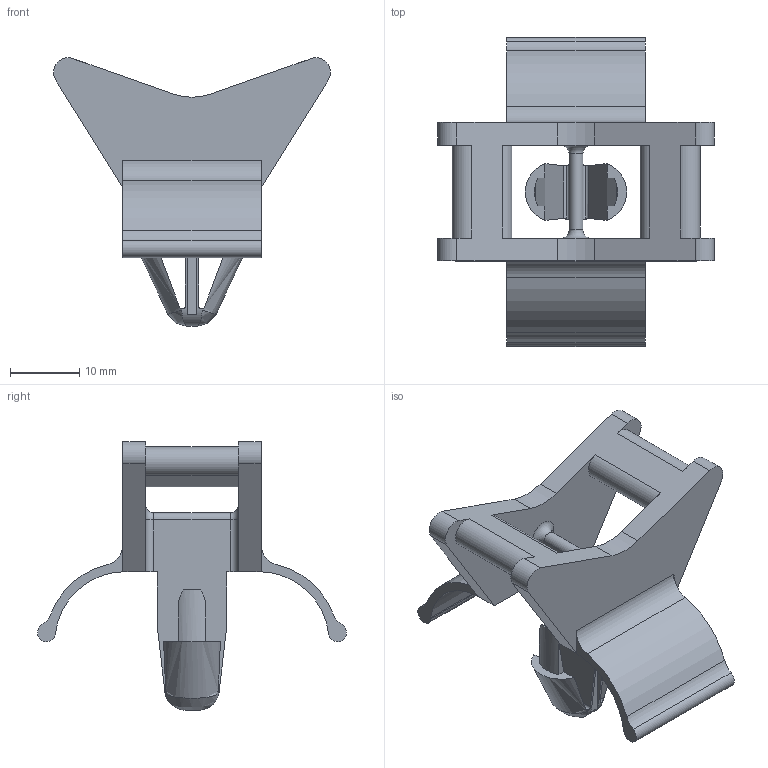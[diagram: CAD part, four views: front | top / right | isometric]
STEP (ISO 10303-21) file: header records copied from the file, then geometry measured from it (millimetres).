
FILE_DESCRIPTION(/* description */ (''),/* implementation_level */ '2;1');
FILE_NAME(/* name */ 'PANDUIT_TMEHP10',/* time_stamp */ '2011-02-16T14:07:20-06:00',/* author */ (''),/* organization */ (''),/* preprocessor_version */ 'ST-DEVELOPER v9',/* originating_system */ 'UGS - NX 3.0',/* authorisation */ '');
FILE_SCHEMA (('CONFIG_CONTROL_DESIGN'));
Length unit declared in the file: inch
Products named in the file (1): bwg7412q5vf
Bounding box: 39.99 x 44.63 x 38.77 mm (x, y, z)
Volume: 5939 mm3; surface area: 5695.5 mm2
Topology: 1 solids, 1 shells, 96 faces, 282 edges, 184 vertices
Faces by surface type: plane 49, cylinder 41, torus 2, extrusion 2, bspline 2
Entity records: 3524 total; most frequent: CARTESIAN_POINT 865, ORIENTED_EDGE 564, DIRECTION 524, EDGE_CURVE 282, VERTEX_POINT 184, AXIS2_PLACEMENT_3D 177, VECTOR 170, LINE 168
